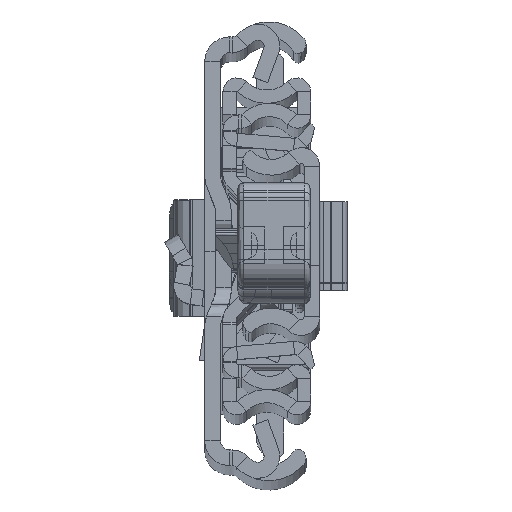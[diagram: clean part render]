
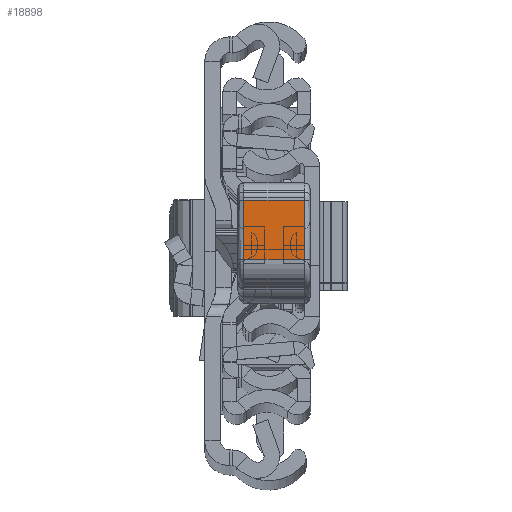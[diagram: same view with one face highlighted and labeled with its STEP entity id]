
A CAD part, top view. The second image highlights one B-rep face of the part: STEP entity #18898.
In plain terms, the highlighted face is planar.
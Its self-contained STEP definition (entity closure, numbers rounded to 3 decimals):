
#275 = ORIENTED_EDGE ( 'NONE', *, *, #21461, .F. ) ;
#519 = ORIENTED_EDGE ( 'NONE', *, *, #17455, .F. ) ;
#1074 = LINE ( 'NONE', #36258, #5974 ) ;
#1775 = CARTESIAN_POINT ( 'NONE',  ( 39.55, -12.274, -11. ) ) ;
#2000 = VERTEX_POINT ( 'NONE', #4840 ) ;
#2350 = CARTESIAN_POINT ( 'NONE',  ( 39.55, -12.274, 0. ) ) ;
#3355 = CARTESIAN_POINT ( 'NONE',  ( 39.818, -2.465, -10. ) ) ;
#3779 = LINE ( 'NONE', #35502, #5553 ) ;
#3916 = VERTEX_POINT ( 'NONE', #2350 ) ;
#4840 = CARTESIAN_POINT ( 'NONE',  ( 39.818, -2.465, 0. ) ) ;
#4850 = DIRECTION ( 'NONE',  ( 0., 0., 1. ) ) ;
#5553 = VECTOR ( 'NONE', #17980, 1000. ) ;
#5974 = VECTOR ( 'NONE', #36656, 1000. ) ;
#6587 = VECTOR ( 'NONE', #36082, 1000. ) ;
#7593 = CARTESIAN_POINT ( 'NONE',  ( 39.55, -12.274, -10. ) ) ;
#8994 = EDGE_CURVE ( 'NONE', #3916, #2000, #10126, .T. ) ;
#9640 = ORIENTED_EDGE ( 'NONE', *, *, #8994, .F. ) ;
#10126 = LINE ( 'NONE', #21077, #6587 ) ;
#10487 = AXIS2_PLACEMENT_3D ( 'NONE', #31281, #13580, #25365 ) ;
#13580 = DIRECTION ( 'NONE',  ( -1., 0.027, 0. ) ) ;
#17455 = EDGE_CURVE ( 'NONE', #2000, #37774, #3779, .T. ) ;
#17980 = DIRECTION ( 'NONE',  ( 0., 0., -1. ) ) ;
#18389 = VERTEX_POINT ( 'NONE', #7593 ) ;
#18898 = ADVANCED_FACE ( 'NONE', ( #23006 ), #19718, .F. ) ;
#19718 = PLANE ( 'NONE',  #10487 ) ;
#21077 = CARTESIAN_POINT ( 'NONE',  ( 39.55, -12.274, 0. ) ) ;
#21461 = EDGE_CURVE ( 'NONE', #18389, #3916, #24476, .T. ) ;
#21909 = EDGE_LOOP ( 'NONE', ( #275, #27872, #519, #9640 ) ) ;
#23006 = FACE_OUTER_BOUND ( 'NONE', #21909, .T. ) ;
#24245 = VECTOR ( 'NONE', #4850, 1000. ) ;
#24476 = LINE ( 'NONE', #1775, #24245 ) ;
#25365 = DIRECTION ( 'NONE',  ( -0.027, -1., 0. ) ) ;
#27872 = ORIENTED_EDGE ( 'NONE', *, *, #36606, .F. ) ;
#31281 = CARTESIAN_POINT ( 'NONE',  ( 39.55, -12.274, -11. ) ) ;
#35502 = CARTESIAN_POINT ( 'NONE',  ( 39.818, -2.465, -11. ) ) ;
#36082 = DIRECTION ( 'NONE',  ( 0.027, 1., 0. ) ) ;
#36258 = CARTESIAN_POINT ( 'NONE',  ( 39.55, -12.274, -10. ) ) ;
#36606 = EDGE_CURVE ( 'NONE', #37774, #18389, #1074, .T. ) ;
#36656 = DIRECTION ( 'NONE',  ( -0.027, -1., 0. ) ) ;
#37774 = VERTEX_POINT ( 'NONE', #3355 ) ;
